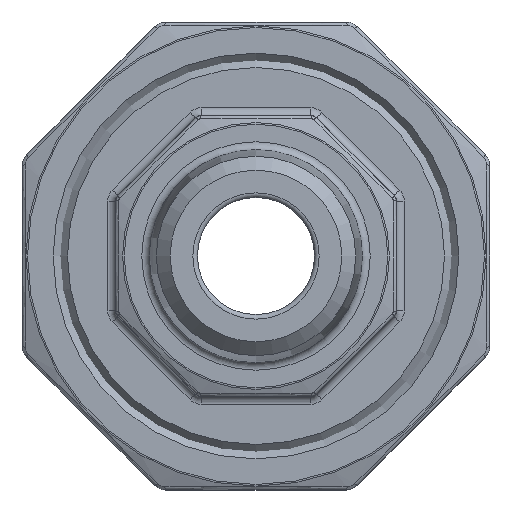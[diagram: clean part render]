
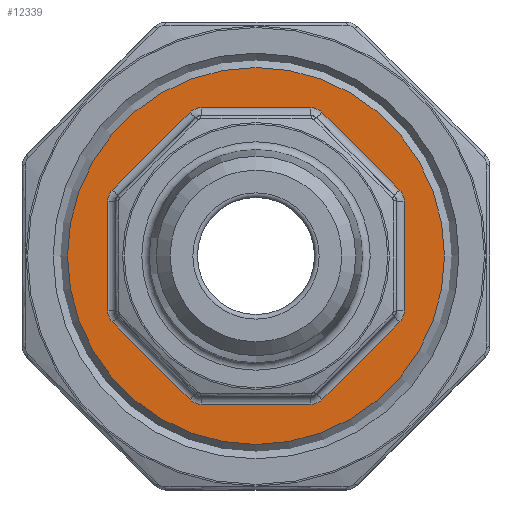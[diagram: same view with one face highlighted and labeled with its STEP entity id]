
A CAD part, left-side view. The second image highlights one B-rep face of the part: STEP entity #12339.
In plain terms, the highlighted planar face has unit normal (-1, 0, 0).
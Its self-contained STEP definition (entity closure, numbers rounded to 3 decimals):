
#22 = CARTESIAN_POINT ( 'NONE',  ( -8., 9.5, 0. ) ) ;
#164 = EDGE_CURVE ( 'NONE', #16099, #4211, #13005, .T. ) ;
#243 = VERTEX_POINT ( 'NONE', #14435 ) ;
#535 = VERTEX_POINT ( 'NONE', #2630 ) ;
#674 = CARTESIAN_POINT ( 'NONE',  ( -8., 12.08, -9.5 ) ) ;
#1080 = CARTESIAN_POINT ( 'NONE',  ( -8., 8.5, -3.521 ) ) ;
#1186 = VECTOR ( 'NONE', #4676, 1000. ) ;
#1236 = AXIS2_PLACEMENT_3D ( 'NONE', #15295, #5234, #3756 ) ;
#1609 = CARTESIAN_POINT ( 'NONE',  ( -8., -9.5, 0. ) ) ;
#1742 = DIRECTION ( 'NONE',  ( 0., 0., 1. ) ) ;
#1789 = VECTOR ( 'NONE', #5134, 1000. ) ;
#2558 = PLANE ( 'NONE',  #10562 ) ;
#2630 = CARTESIAN_POINT ( 'NONE',  ( -8., -9.207, 4.228 ) ) ;
#2766 = EDGE_LOOP ( 'NONE', ( #8831 ) ) ;
#2913 = DIRECTION ( 'NONE',  ( -1., 0., 0. ) ) ;
#3075 = EDGE_CURVE ( 'NONE', #14862, #10812, #15282, .T. ) ;
#3101 = VERTEX_POINT ( 'NONE', #4474 ) ;
#3106 = AXIS2_PLACEMENT_3D ( 'NONE', #10088, #18285, #15659 ) ;
#3120 = DIRECTION ( 'NONE',  ( 0., 0., 1. ) ) ;
#3130 = ORIENTED_EDGE ( 'NONE', *, *, #11183, .T. ) ;
#3292 = CIRCLE ( 'NONE', #7774, 1. ) ;
#3555 = CARTESIAN_POINT ( 'NONE',  ( -8., 9.5, -3.521 ) ) ;
#3570 = LINE ( 'NONE', #674, #9924 ) ;
#3652 = CARTESIAN_POINT ( 'NONE',  ( -8., 12.758, -0.678 ) ) ;
#3745 = ORIENTED_EDGE ( 'NONE', *, *, #4243, .T. ) ;
#3756 = DIRECTION ( 'NONE',  ( 0., 0., -1. ) ) ;
#4144 = CARTESIAN_POINT ( 'NONE',  ( -8., 4.228, 9.207 ) ) ;
#4211 = VERTEX_POINT ( 'NONE', #16456 ) ;
#4220 = VERTEX_POINT ( 'NONE', #7228 ) ;
#4243 = EDGE_CURVE ( 'NONE', #17361, #14862, #9756, .T. ) ;
#4283 = DIRECTION ( 'NONE',  ( 0., 0., 1. ) ) ;
#4474 = CARTESIAN_POINT ( 'NONE',  ( -8., -3.521, -9.5 ) ) ;
#4676 = DIRECTION ( 'NONE',  ( 0., -0.707, 0.707 ) ) ;
#4755 = LINE ( 'NONE', #10457, #4791 ) ;
#4791 = VECTOR ( 'NONE', #14628, 1000. ) ;
#4832 = CIRCLE ( 'NONE', #6911, 1. ) ;
#4913 = ORIENTED_EDGE ( 'NONE', *, *, #10061, .T. ) ;
#4999 = ORIENTED_EDGE ( 'NONE', *, *, #7089, .T. ) ;
#5134 = DIRECTION ( 'NONE',  ( 0., 0.707, 0.707 ) ) ;
#5234 = DIRECTION ( 'NONE',  ( 1., 0., 0. ) ) ;
#5350 = EDGE_CURVE ( 'NONE', #10812, #13310, #11750, .T. ) ;
#5354 = EDGE_CURVE ( 'NONE', #535, #16099, #3292, .T. ) ;
#5364 = CIRCLE ( 'NONE', #12802, 1. ) ;
#5560 = CARTESIAN_POINT ( 'NONE',  ( -8., 12.08, 0. ) ) ;
#5588 = EDGE_CURVE ( 'NONE', #15357, #17361, #9881, .T. ) ;
#5638 = DIRECTION ( 'NONE',  ( 0., 0., 1. ) ) ;
#5744 = CARTESIAN_POINT ( 'NONE',  ( -8., -3.521, -8.5 ) ) ;
#5935 = DIRECTION ( 'NONE',  ( 0., 0., -1. ) ) ;
#5971 = CIRCLE ( 'NONE', #9259, 1. ) ;
#5972 = VECTOR ( 'NONE', #5935, 1000. ) ;
#6054 = CARTESIAN_POINT ( 'NONE',  ( -8., -8.5, -3.521 ) ) ;
#6102 = CARTESIAN_POINT ( 'NONE',  ( -8., -3.521, 8.5 ) ) ;
#6275 = ORIENTED_EDGE ( 'NONE', *, *, #5354, .T. ) ;
#6330 = CIRCLE ( 'NONE', #10220, 1. ) ;
#6341 = CARTESIAN_POINT ( 'NONE',  ( -8., 3.521, -8.5 ) ) ;
#6690 = ORIENTED_EDGE ( 'NONE', *, *, #5588, .T. ) ;
#6702 = VECTOR ( 'NONE', #5638, 1000. ) ;
#6787 = DIRECTION ( 'NONE',  ( 1., 0., 0. ) ) ;
#6853 = CARTESIAN_POINT ( 'NONE',  ( -8., 9.207, 4.228 ) ) ;
#6911 = AXIS2_PLACEMENT_3D ( 'NONE', #6054, #10166, #17237 ) ;
#7089 = EDGE_CURVE ( 'NONE', #4211, #9977, #4832, .T. ) ;
#7228 = CARTESIAN_POINT ( 'NONE',  ( -8., 3.521, 9.5 ) ) ;
#7342 = ORIENTED_EDGE ( 'NONE', *, *, #16297, .T. ) ;
#7403 = EDGE_CURVE ( 'NONE', #243, #243, #10828, .T. ) ;
#7648 = ORIENTED_EDGE ( 'NONE', *, *, #5350, .T. ) ;
#7774 = AXIS2_PLACEMENT_3D ( 'NONE', #14550, #13137, #1742 ) ;
#8234 = EDGE_CURVE ( 'NONE', #14463, #12946, #14061, .T. ) ;
#8263 = CARTESIAN_POINT ( 'NONE',  ( -8., 12.08, 9.5 ) ) ;
#8269 = CARTESIAN_POINT ( 'NONE',  ( -8., -0.678, 12.758 ) ) ;
#8314 = CARTESIAN_POINT ( 'NONE',  ( -8., 9.207, -4.228 ) ) ;
#8356 = LINE ( 'NONE', #8263, #11959 ) ;
#8831 = ORIENTED_EDGE ( 'NONE', *, *, #7403, .F. ) ;
#8835 = DIRECTION ( 'NONE',  ( 1., 0., 0. ) ) ;
#8952 = VERTEX_POINT ( 'NONE', #14951 ) ;
#9005 = DIRECTION ( 'NONE',  ( 1., 0., 0. ) ) ;
#9057 = ORIENTED_EDGE ( 'NONE', *, *, #17462, .T. ) ;
#9202 = EDGE_LOOP ( 'NONE', ( #3745, #12677, #7648, #7342, #17867, #12263, #10775, #6275, #14856, #4999, #9057, #4913, #3130, #10248, #17696, #6690 ) ) ;
#9259 = AXIS2_PLACEMENT_3D ( 'NONE', #13034, #11364, #4283 ) ;
#9427 = VERTEX_POINT ( 'NONE', #12625 ) ;
#9639 = CARTESIAN_POINT ( 'NONE',  ( -8., -4.228, 9.207 ) ) ;
#9756 = LINE ( 'NONE', #22, #6702 ) ;
#9881 = CIRCLE ( 'NONE', #14922, 1. ) ;
#9924 = VECTOR ( 'NONE', #15115, 1000. ) ;
#9977 = VERTEX_POINT ( 'NONE', #11703 ) ;
#10061 = EDGE_CURVE ( 'NONE', #9427, #3101, #6330, .T. ) ;
#10088 = CARTESIAN_POINT ( 'NONE',  ( -8., 8.5, 3.521 ) ) ;
#10166 = DIRECTION ( 'NONE',  ( 1., 0., 0. ) ) ;
#10179 = DIRECTION ( 'NONE',  ( 0., 0., 1. ) ) ;
#10220 = AXIS2_PLACEMENT_3D ( 'NONE', #5744, #8835, #15787 ) ;
#10248 = ORIENTED_EDGE ( 'NONE', *, *, #8234, .T. ) ;
#10457 = CARTESIAN_POINT ( 'NONE',  ( -8., -0.678, -12.758 ) ) ;
#10562 = AXIS2_PLACEMENT_3D ( 'NONE', #5560, #2913, #3120 ) ;
#10755 = EDGE_CURVE ( 'NONE', #4220, #8952, #8356, .T. ) ;
#10775 = ORIENTED_EDGE ( 'NONE', *, *, #11514, .T. ) ;
#10812 = VERTEX_POINT ( 'NONE', #6853 ) ;
#10828 = CIRCLE ( 'NONE', #1236, 12.08 ) ;
#11066 = CARTESIAN_POINT ( 'NONE',  ( -8., 9.5, 3.521 ) ) ;
#11074 = DIRECTION ( 'NONE',  ( 0., -0.707, -0.707 ) ) ;
#11183 = EDGE_CURVE ( 'NONE', #3101, #14463, #3570, .T. ) ;
#11364 = DIRECTION ( 'NONE',  ( 1., 0., 0. ) ) ;
#11514 = EDGE_CURVE ( 'NONE', #16006, #535, #12637, .T. ) ;
#11703 = CARTESIAN_POINT ( 'NONE',  ( -8., -9.207, -4.228 ) ) ;
#11750 = LINE ( 'NONE', #15666, #1186 ) ;
#11959 = VECTOR ( 'NONE', #12528, 1000. ) ;
#12017 = DIRECTION ( 'NONE',  ( 1., 0., 0. ) ) ;
#12263 = ORIENTED_EDGE ( 'NONE', *, *, #17108, .T. ) ;
#12339 = ADVANCED_FACE ( 'NONE', ( #15253, #12441 ), #2558, .T. ) ;
#12441 = FACE_OUTER_BOUND ( 'NONE', #2766, .T. ) ;
#12528 = DIRECTION ( 'NONE',  ( 0., -1., 0. ) ) ;
#12625 = CARTESIAN_POINT ( 'NONE',  ( -8., -4.228, -9.207 ) ) ;
#12637 = LINE ( 'NONE', #8269, #12875 ) ;
#12677 = ORIENTED_EDGE ( 'NONE', *, *, #3075, .T. ) ;
#12698 = CARTESIAN_POINT ( 'NONE',  ( -8., 3.521, -9.5 ) ) ;
#12802 = AXIS2_PLACEMENT_3D ( 'NONE', #6102, #9005, #17463 ) ;
#12875 = VECTOR ( 'NONE', #11074, 1000. ) ;
#12946 = VERTEX_POINT ( 'NONE', #18252 ) ;
#13005 = LINE ( 'NONE', #1609, #5972 ) ;
#13034 = CARTESIAN_POINT ( 'NONE',  ( -8., 3.521, 8.5 ) ) ;
#13137 = DIRECTION ( 'NONE',  ( 1., 0., 0. ) ) ;
#13310 = VERTEX_POINT ( 'NONE', #4144 ) ;
#13710 = LINE ( 'NONE', #3652, #1789 ) ;
#14061 = CIRCLE ( 'NONE', #14949, 1. ) ;
#14435 = CARTESIAN_POINT ( 'NONE',  ( -8., 0., -12.08 ) ) ;
#14463 = VERTEX_POINT ( 'NONE', #12698 ) ;
#14550 = CARTESIAN_POINT ( 'NONE',  ( -8., -8.5, 3.521 ) ) ;
#14628 = DIRECTION ( 'NONE',  ( 0., 0.707, -0.707 ) ) ;
#14856 = ORIENTED_EDGE ( 'NONE', *, *, #164, .T. ) ;
#14862 = VERTEX_POINT ( 'NONE', #11066 ) ;
#14922 = AXIS2_PLACEMENT_3D ( 'NONE', #1080, #6787, #17204 ) ;
#14949 = AXIS2_PLACEMENT_3D ( 'NONE', #6341, #12017, #10179 ) ;
#14951 = CARTESIAN_POINT ( 'NONE',  ( -8., -3.521, 9.5 ) ) ;
#15115 = DIRECTION ( 'NONE',  ( 0., 1., 0. ) ) ;
#15253 = FACE_BOUND ( 'NONE', #9202, .T. ) ;
#15282 = CIRCLE ( 'NONE', #3106, 1. ) ;
#15295 = CARTESIAN_POINT ( 'NONE',  ( -8., 0., 0. ) ) ;
#15357 = VERTEX_POINT ( 'NONE', #8314 ) ;
#15659 = DIRECTION ( 'NONE',  ( 0., 0., 1. ) ) ;
#15666 = CARTESIAN_POINT ( 'NONE',  ( -8., 12.758, 0.678 ) ) ;
#15787 = DIRECTION ( 'NONE',  ( 0., 0., 1. ) ) ;
#15946 = CARTESIAN_POINT ( 'NONE',  ( -8., -9.5, 3.521 ) ) ;
#16006 = VERTEX_POINT ( 'NONE', #9639 ) ;
#16099 = VERTEX_POINT ( 'NONE', #15946 ) ;
#16297 = EDGE_CURVE ( 'NONE', #13310, #4220, #5971, .T. ) ;
#16456 = CARTESIAN_POINT ( 'NONE',  ( -8., -9.5, -3.521 ) ) ;
#17108 = EDGE_CURVE ( 'NONE', #8952, #16006, #5364, .T. ) ;
#17204 = DIRECTION ( 'NONE',  ( 0., 0., 1. ) ) ;
#17237 = DIRECTION ( 'NONE',  ( 0., 0., 1. ) ) ;
#17361 = VERTEX_POINT ( 'NONE', #3555 ) ;
#17423 = EDGE_CURVE ( 'NONE', #12946, #15357, #13710, .T. ) ;
#17462 = EDGE_CURVE ( 'NONE', #9977, #9427, #4755, .T. ) ;
#17463 = DIRECTION ( 'NONE',  ( 0., 0., 1. ) ) ;
#17696 = ORIENTED_EDGE ( 'NONE', *, *, #17423, .T. ) ;
#17867 = ORIENTED_EDGE ( 'NONE', *, *, #10755, .T. ) ;
#18252 = CARTESIAN_POINT ( 'NONE',  ( -8., 4.228, -9.207 ) ) ;
#18285 = DIRECTION ( 'NONE',  ( 1., 0., 0. ) ) ;
